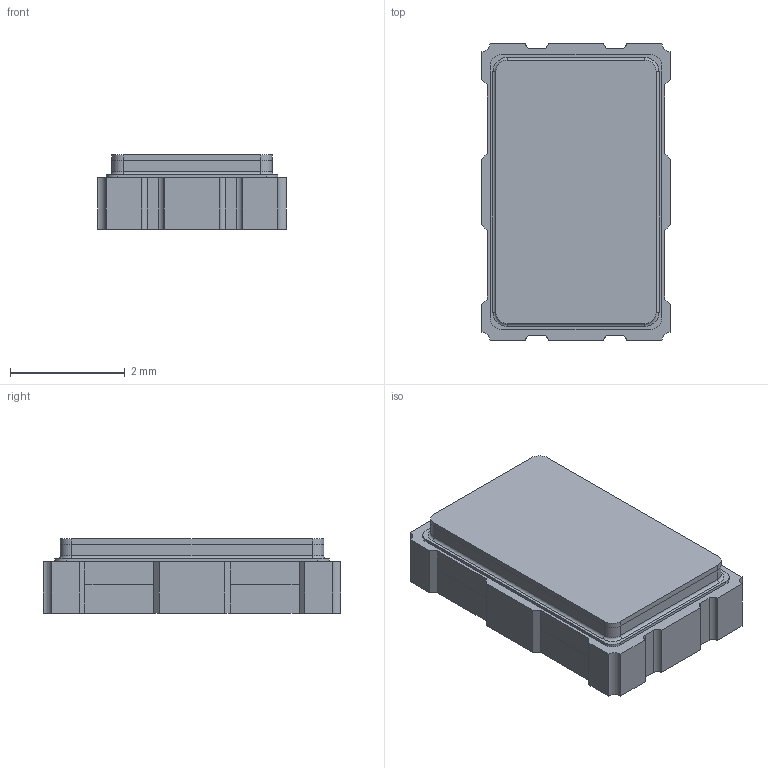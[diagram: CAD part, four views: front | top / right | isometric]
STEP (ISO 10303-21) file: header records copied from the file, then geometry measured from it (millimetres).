
FILE_DESCRIPTION(/* description */ (''),/* implementation_level */ '2;1');
FILE_NAME(/* name */ 'OSC_ECS_3525.stp',/* time_stamp */ '2017-08-14T10:24:08+02:00',/* author */ ('jchouvet'),/* organization */ (''),/* preprocessor_version */ 'ST-DEVELOPER v16.1',/* originating_system */ 'AutoCAD Mechanical',/* authorisation */ '');
FILE_SCHEMA (('AUTOMOTIVE_DESIGN { 1 0 10303 214 3 1 1 }'));
Length unit declared in the file: millimetre
Products named in the file (1): Product
Bounding box: 3.3 x 5.2 x 1.3 mm (x, y, z)
Volume: 20 mm3; surface area: 130.4 mm2
Topology: 7 solids, 7 shells, 122 faces, 308 edges, 201 vertices
Faces by surface type: plane 90, cylinder 28, torus 4
Entity records: 3668 total; most frequent: CARTESIAN_POINT 632, ORIENTED_EDGE 616, DIRECTION 614, EDGE_CURVE 308, LINE 248, VECTOR 248, VERTEX_POINT 201, AXIS2_PLACEMENT_3D 183
